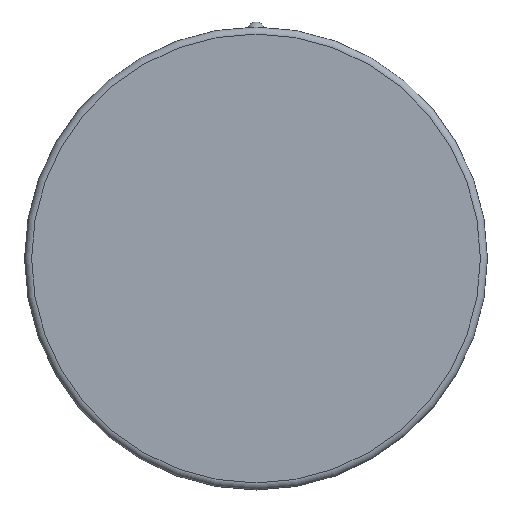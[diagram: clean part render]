
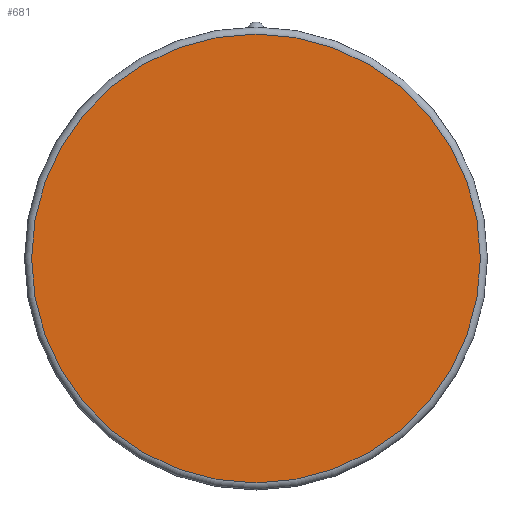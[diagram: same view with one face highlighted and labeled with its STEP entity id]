
A CAD part, top view. The second image highlights one B-rep face of the part: STEP entity #681.
In plain terms, the highlighted planar face has unit normal (0, 0, 1).
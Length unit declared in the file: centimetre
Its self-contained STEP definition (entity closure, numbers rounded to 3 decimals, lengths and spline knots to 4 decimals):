
#170=FACE_OUTER_BOUND('',#236,.T.);
#236=EDGE_LOOP('',(#563));
#281=CIRCLE('',#768,2.55);
#337=VERTEX_POINT('',#1205);
#414=EDGE_CURVE('',#337,#337,#281,.T.);
#563=ORIENTED_EDGE('',*,*,#414,.T.);
#590=PLANE('',#769);
#681=ADVANCED_FACE('',(#170),#590,.T.);
#768=AXIS2_PLACEMENT_3D('',#1206,#964,#965);
#769=AXIS2_PLACEMENT_3D('',#1207,#966,#967);
#964=DIRECTION('center_axis',(0.,0.,1.));
#965=DIRECTION('ref_axis',(1.,0.,0.));
#966=DIRECTION('center_axis',(0.,0.,1.));
#967=DIRECTION('ref_axis',(0.,-1.,0.));
#1205=CARTESIAN_POINT('',(2.55,1.25,5.3));
#1206=CARTESIAN_POINT('Origin',(0.,1.25,5.3));
#1207=CARTESIAN_POINT('Origin',(2.375,1.25,5.3));
